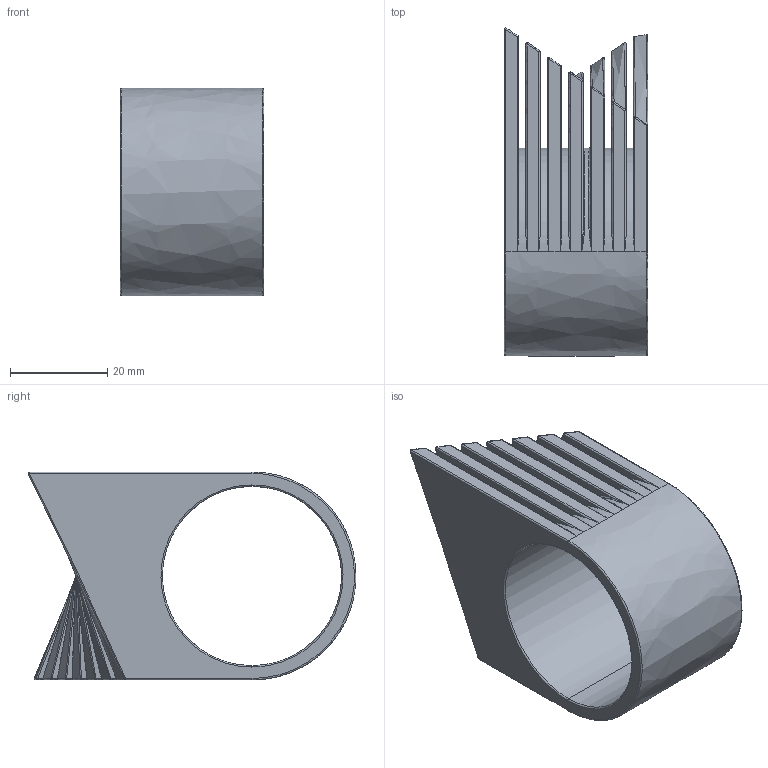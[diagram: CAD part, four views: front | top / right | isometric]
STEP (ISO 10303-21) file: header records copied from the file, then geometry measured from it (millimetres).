
FILE_DESCRIPTION(('FreeCAD Model'),'2;1');
FILE_NAME('Open CASCADE Shape Model','2025-05-04T08:59:53',('FreeCAD'),( 'FreeCAD'),'Open CASCADE STEP processor 7.6','FreeCAD','Unknown');
FILE_SCHEMA(('AUTOMOTIVE_DESIGN { 1 0 10303 214 1 1 1 1 }'));
Length unit declared in the file: millimetre
Products named in the file (1): Open CASCADE STEP translator 7.6 1
Bounding box: 29.51 x 67.48 x 42.79 mm (x, y, z)
Volume: 28064.1 mm3; surface area: 20569.3 mm2
Topology: 1 solids, 1 shells, 140 faces, 314 edges, 164 vertices
Faces by surface type: bspline 140
Entity records: 4657 total; most frequent: CARTESIAN_POINT 2935, ORIENTED_EDGE 604, EDGE_CURVE 302, B_SPLINE_CURVE_WITH_KNOTS 176, VERTEX_POINT 164, FACE_BOUND 142, EDGE_LOOP 142, ADVANCED_FACE 140
